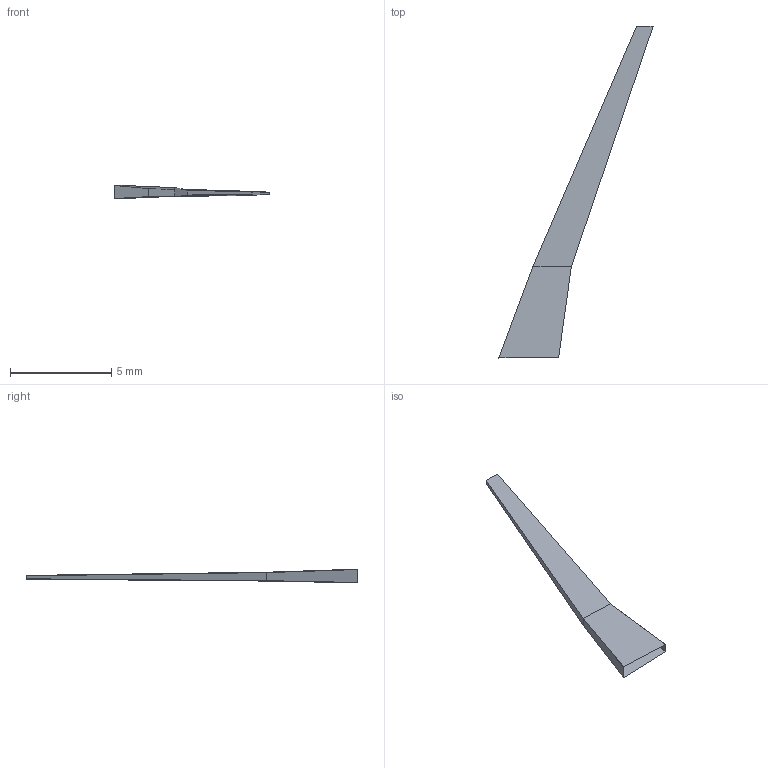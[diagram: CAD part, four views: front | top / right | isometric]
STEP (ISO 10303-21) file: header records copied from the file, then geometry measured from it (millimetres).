
FILE_DESCRIPTION(('Open CASCADE Model'),'2;1');
FILE_NAME('Open CASCADE Shape Model','2024-05-31T11:39:33',('Author'),( 'Open CASCADE'),'ParaPy 1.11.2 - Open CASCADE STEP processor 7.3', 'ParaPy 1.11.2 - Open CASCADE 7.3','Unknown');
FILE_SCHEMA(('AUTOMOTIVE_DESIGN { 1 0 10303 214 1 1 1 1 }'));
Length unit declared in the file: millimetre
Products named in the file (20): fused_inner_upperskin_and_flanges; FACE; fused_inner_lowerskin_and_flanges; fused_outer_upperskin_and_flanges; fused_outer_lowerskin_and_flanges; front_spar_inner; frontspar_outer; rearspar_inner; rearspar_outer
Assembly tree (12 placements, depth 2):
  fused_inner_upperskin_and_flanges
    FACE
    FACE
    FACE
  fused_inner_lowerskin_and_flanges
    FACE
    FACE
    FACE
  fused_outer_upperskin_and_flanges
    FACE
    FACE
    FACE
  fused_outer_lowerskin_and_flanges
    FACE
    FACE
    FACE
  front_spar_inner
Bounding box: 7.62 x 16.4 x 0.68 mm (x, y, z)
Surface area: 66.5 mm2 (no closed solid volume)
Topology: 0 solids, 16 shells, 16 faces, 64 edges, 64 vertices
Faces by surface type: bspline 16
Entity records: 1391 total; most frequent: CARTESIAN_POINT 341, DIRECTION 82, B_SPLINE_CURVE_WITH_KNOTS 72, ORIENTED_EDGE 64, EDGE_CURVE 64, VERTEX_POINT 64, SURFACE_CURVE 64, PCURVE 64
